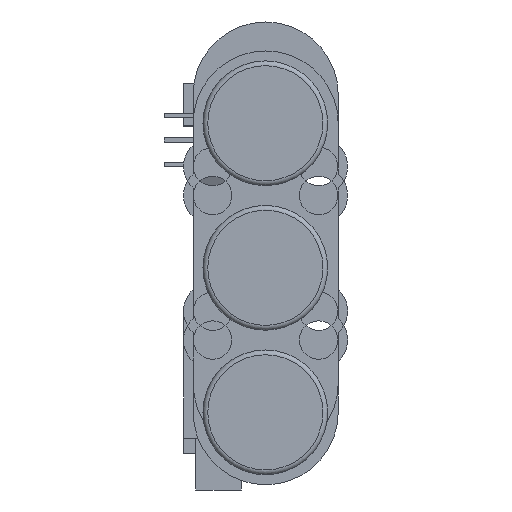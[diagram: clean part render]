
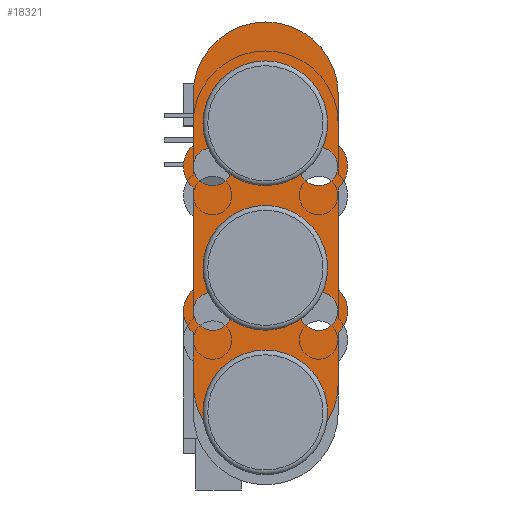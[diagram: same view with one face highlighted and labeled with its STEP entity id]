
A CAD part, left-side view. The second image highlights one B-rep face of the part: STEP entity #18321.
In plain terms, the highlighted planar face has unit normal (-1, 0, 0).
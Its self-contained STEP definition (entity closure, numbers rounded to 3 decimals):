
#46=FACE_BOUND('',#7500,.T.);
#47=FACE_BOUND('',#7501,.T.);
#48=FACE_BOUND('',#7502,.T.);
#49=FACE_BOUND('',#7503,.T.);
#203=PLANE('',#19445);
#1251=LINE('',#25428,#3826);
#1255=LINE('',#25440,#3830);
#1259=LINE('',#25452,#3834);
#1263=LINE('',#25464,#3838);
#1267=LINE('',#25476,#3842);
#1271=LINE('',#25486,#3846);
#3826=VECTOR('',#20652,1.);
#3830=VECTOR('',#20664,1.);
#3834=VECTOR('',#20676,1.);
#3838=VECTOR('',#20688,1.);
#3842=VECTOR('',#20700,1.);
#3846=VECTOR('',#20712,1.);
#6430=FACE_OUTER_BOUND('',#7499,.T.);
#7499=EDGE_LOOP('',(#13226,#13227,#13228,#13229,#13230,#13231,#13232,#13233,
#13234,#13235,#13236,#13237));
#7500=EDGE_LOOP('',(#13238));
#7501=EDGE_LOOP('',(#13239));
#7502=EDGE_LOOP('',(#13240));
#7503=EDGE_LOOP('',(#13241));
#8672=CIRCLE('',#19409,1.991);
#8674=CIRCLE('',#19412,1.991);
#8676=CIRCLE('',#19415,1.991);
#8678=CIRCLE('',#19418,1.991);
#8681=CIRCLE('',#19422,3.012);
#8683=CIRCLE('',#19426,3.012);
#8685=CIRCLE('',#19430,7.527);
#8687=CIRCLE('',#19434,3.012);
#8689=CIRCLE('',#19438,3.012);
#8691=CIRCLE('',#19442,7.527);
#8733=VERTEX_POINT('',#25392);
#8735=VERTEX_POINT('',#25398);
#8737=VERTEX_POINT('',#25404);
#8739=VERTEX_POINT('',#25410);
#8743=VERTEX_POINT('',#25419);
#8744=VERTEX_POINT('',#25421);
#8746=VERTEX_POINT('',#25427);
#8748=VERTEX_POINT('',#25433);
#8750=VERTEX_POINT('',#25439);
#8752=VERTEX_POINT('',#25445);
#8754=VERTEX_POINT('',#25451);
#8756=VERTEX_POINT('',#25457);
#8758=VERTEX_POINT('',#25463);
#8760=VERTEX_POINT('',#25469);
#8762=VERTEX_POINT('',#25475);
#8764=VERTEX_POINT('',#25481);
#10456=EDGE_CURVE('',#8733,#8733,#8672,.T.);
#10459=EDGE_CURVE('',#8735,#8735,#8674,.T.);
#10462=EDGE_CURVE('',#8737,#8737,#8676,.T.);
#10465=EDGE_CURVE('',#8739,#8739,#8678,.T.);
#10470=EDGE_CURVE('',#8744,#8743,#8681,.T.);
#10473=EDGE_CURVE('',#8746,#8744,#1251,.T.);
#10476=EDGE_CURVE('',#8748,#8746,#8683,.T.);
#10479=EDGE_CURVE('',#8750,#8748,#1255,.T.);
#10482=EDGE_CURVE('',#8752,#8750,#8685,.T.);
#10485=EDGE_CURVE('',#8754,#8752,#1259,.T.);
#10488=EDGE_CURVE('',#8756,#8754,#8687,.T.);
#10491=EDGE_CURVE('',#8758,#8756,#1263,.T.);
#10494=EDGE_CURVE('',#8760,#8758,#8689,.T.);
#10497=EDGE_CURVE('',#8762,#8760,#1267,.T.);
#10500=EDGE_CURVE('',#8764,#8762,#8691,.T.);
#10503=EDGE_CURVE('',#8743,#8764,#1271,.T.);
#13226=ORIENTED_EDGE('',*,*,#10503,.T.);
#13227=ORIENTED_EDGE('',*,*,#10500,.T.);
#13228=ORIENTED_EDGE('',*,*,#10497,.T.);
#13229=ORIENTED_EDGE('',*,*,#10494,.T.);
#13230=ORIENTED_EDGE('',*,*,#10491,.T.);
#13231=ORIENTED_EDGE('',*,*,#10488,.T.);
#13232=ORIENTED_EDGE('',*,*,#10485,.T.);
#13233=ORIENTED_EDGE('',*,*,#10482,.T.);
#13234=ORIENTED_EDGE('',*,*,#10479,.T.);
#13235=ORIENTED_EDGE('',*,*,#10476,.T.);
#13236=ORIENTED_EDGE('',*,*,#10473,.T.);
#13237=ORIENTED_EDGE('',*,*,#10470,.T.);
#13238=ORIENTED_EDGE('',*,*,#10465,.T.);
#13239=ORIENTED_EDGE('',*,*,#10462,.T.);
#13240=ORIENTED_EDGE('',*,*,#10459,.T.);
#13241=ORIENTED_EDGE('',*,*,#10456,.T.);
#18321=ADVANCED_FACE('',(#6430,#46,#47,#48,#49),#203,.F.);
#19409=AXIS2_PLACEMENT_3D('',#25393,#20615,#20616);
#19412=AXIS2_PLACEMENT_3D('',#25399,#20622,#20623);
#19415=AXIS2_PLACEMENT_3D('',#25405,#20629,#20630);
#19418=AXIS2_PLACEMENT_3D('',#25411,#20636,#20637);
#19422=AXIS2_PLACEMENT_3D('',#25422,#20646,#20647);
#19426=AXIS2_PLACEMENT_3D('',#25434,#20658,#20659);
#19430=AXIS2_PLACEMENT_3D('',#25446,#20670,#20671);
#19434=AXIS2_PLACEMENT_3D('',#25458,#20682,#20683);
#19438=AXIS2_PLACEMENT_3D('',#25470,#20694,#20695);
#19442=AXIS2_PLACEMENT_3D('',#25482,#20706,#20707);
#19445=AXIS2_PLACEMENT_3D('',#25488,#20715,#20716);
#20615=DIRECTION('center_axis',(1.,0.,0.));
#20616=DIRECTION('ref_axis',(0.,0.,-1.));
#20622=DIRECTION('center_axis',(1.,0.,0.));
#20623=DIRECTION('ref_axis',(0.,0.,-1.));
#20629=DIRECTION('center_axis',(1.,0.,0.));
#20630=DIRECTION('ref_axis',(0.,0.,-1.));
#20636=DIRECTION('center_axis',(1.,0.,0.));
#20637=DIRECTION('ref_axis',(0.,0.,-1.));
#20646=DIRECTION('center_axis',(-1.,0.,0.));
#20647=DIRECTION('ref_axis',(0.,0.,-1.));
#20652=DIRECTION('',(0.,0.,-1.));
#20658=DIRECTION('center_axis',(-1.,0.,0.));
#20659=DIRECTION('ref_axis',(0.,0.,-1.));
#20664=DIRECTION('',(0.,0.,-1.));
#20670=DIRECTION('center_axis',(-1.,0.,0.));
#20671=DIRECTION('ref_axis',(0.,1.,0.));
#20676=DIRECTION('',(0.,0.,1.));
#20682=DIRECTION('center_axis',(-1.,0.,0.));
#20683=DIRECTION('ref_axis',(0.,0.,-1.));
#20688=DIRECTION('',(0.,0.,1.));
#20694=DIRECTION('center_axis',(-1.,0.,0.));
#20695=DIRECTION('ref_axis',(0.,0.,-1.));
#20700=DIRECTION('',(0.,0.,1.));
#20706=DIRECTION('center_axis',(-1.,0.,0.));
#20707=DIRECTION('ref_axis',(0.,-1.,0.));
#20712=DIRECTION('',(0.,0.,-1.));
#20715=DIRECTION('center_axis',(1.,0.,0.));
#20716=DIRECTION('ref_axis',(0.,0.,-1.));
#25392=CARTESIAN_POINT('',(-238.25,-2.004,186.988));
#25393=CARTESIAN_POINT('Origin',(-238.25,-2.004,184.997));
#25398=CARTESIAN_POINT('',(-238.25,-2.004,201.988));
#25399=CARTESIAN_POINT('Origin',(-238.25,-2.004,199.997));
#25404=CARTESIAN_POINT('',(-238.25,-13.004,201.988));
#25405=CARTESIAN_POINT('Origin',(-238.25,-13.004,199.997));
#25410=CARTESIAN_POINT('',(-238.25,-13.004,186.988));
#25411=CARTESIAN_POINT('Origin',(-238.25,-13.004,184.997));
#25419=CARTESIAN_POINT('',(-238.25,0.015,182.761));
#25421=CARTESIAN_POINT('',(-238.25,0.015,187.232));
#25422=CARTESIAN_POINT('Origin',(-238.25,-2.004,184.997));
#25427=CARTESIAN_POINT('',(-238.25,0.015,197.761));
#25428=CARTESIAN_POINT('',(-238.25,0.015,177.502));
#25433=CARTESIAN_POINT('',(-238.25,0.015,202.232));
#25434=CARTESIAN_POINT('Origin',(-238.25,-2.004,199.997));
#25439=CARTESIAN_POINT('',(-238.25,0.015,207.472));
#25440=CARTESIAN_POINT('',(-238.25,0.015,177.502));
#25445=CARTESIAN_POINT('',(-238.25,-15.038,207.472));
#25446=CARTESIAN_POINT('Origin',(-238.25,-7.512,207.472));
#25451=CARTESIAN_POINT('',(-238.25,-15.038,202.218));
#25452=CARTESIAN_POINT('',(-238.25,-15.038,207.472));
#25457=CARTESIAN_POINT('',(-238.25,-15.038,197.775));
#25458=CARTESIAN_POINT('Origin',(-238.25,-13.004,199.997));
#25463=CARTESIAN_POINT('',(-238.25,-15.038,187.218));
#25464=CARTESIAN_POINT('',(-238.25,-15.038,207.472));
#25469=CARTESIAN_POINT('',(-238.25,-15.038,182.775));
#25470=CARTESIAN_POINT('Origin',(-238.25,-13.004,184.997));
#25475=CARTESIAN_POINT('',(-238.25,-15.038,177.502));
#25476=CARTESIAN_POINT('',(-238.25,-15.038,207.472));
#25481=CARTESIAN_POINT('',(-238.25,0.015,177.502));
#25482=CARTESIAN_POINT('Origin',(-238.25,-7.512,177.502));
#25486=CARTESIAN_POINT('',(-238.25,0.015,177.502));
#25488=CARTESIAN_POINT('Origin',(-238.25,-7.504,192.487));
